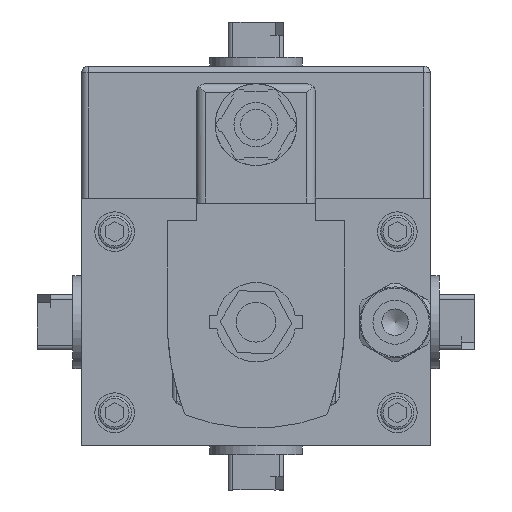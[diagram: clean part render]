
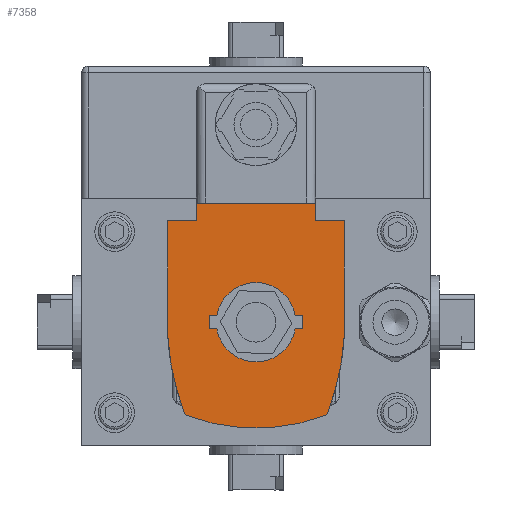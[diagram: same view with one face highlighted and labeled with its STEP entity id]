
A CAD part, left-side view. The second image highlights one B-rep face of the part: STEP entity #7358.
In plain terms, the highlighted planar face has unit normal (-1, 0, 0).
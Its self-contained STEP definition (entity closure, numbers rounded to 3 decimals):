
#295=FACE_BOUND('',#1236,.T.);
#455=PLANE('',#7974);
#794=FACE_OUTER_BOUND('',#1235,.T.);
#1235=EDGE_LOOP('',(#6001,#6002,#6003,#6004,#6005,#6006,#6007,#6008,#6009,
#6010,#6011,#6012));
#1236=EDGE_LOOP('',(#6013,#6014,#6015,#6016,#6017,#6018,#6019,#6020));
#1788=LINE('',#11586,#2484);
#1802=LINE('',#11631,#2498);
#1806=LINE('',#11643,#2502);
#1809=LINE('',#11649,#2505);
#1812=LINE('',#11655,#2508);
#1816=LINE('',#11667,#2512);
#1819=LINE('',#11671,#2515);
#1823=LINE('',#11681,#2519);
#1826=LINE('',#11686,#2522);
#1831=LINE('',#11704,#2527);
#1833=LINE('',#11708,#2529);
#1835=LINE('',#11710,#2531);
#1836=LINE('',#11713,#2532);
#2484=VECTOR('',#9295,1.);
#2498=VECTOR('',#9331,1.);
#2502=VECTOR('',#9343,1.);
#2505=VECTOR('',#9348,1.);
#2508=VECTOR('',#9353,1.);
#2512=VECTOR('',#9365,1.);
#2515=VECTOR('',#9370,1.);
#2519=VECTOR('',#9380,1.);
#2522=VECTOR('',#9385,1.);
#2527=VECTOR('',#9406,1.);
#2529=VECTOR('',#9410,1.);
#2531=VECTOR('',#9412,1.);
#2532=VECTOR('',#9415,1.);
#3040=CIRCLE('',#7946,9.);
#3042=CIRCLE('',#7952,9.);
#3043=CIRCLE('',#7960,44.167);
#3044=CIRCLE('',#7962,1.);
#3045=CIRCLE('',#7964,56.548);
#3047=CIRCLE('',#7970,56.548);
#3049=CIRCLE('',#7973,1.);
#3532=VERTEX_POINT('',#11583);
#3533=VERTEX_POINT('',#11585);
#3552=VERTEX_POINT('',#11628);
#3553=VERTEX_POINT('',#11630);
#3555=VERTEX_POINT('',#11636);
#3557=VERTEX_POINT('',#11642);
#3559=VERTEX_POINT('',#11648);
#3561=VERTEX_POINT('',#11654);
#3563=VERTEX_POINT('',#11660);
#3565=VERTEX_POINT('',#11666);
#3568=VERTEX_POINT('',#11680);
#3569=VERTEX_POINT('',#11684);
#3570=VERTEX_POINT('',#11688);
#3571=VERTEX_POINT('',#11689);
#3572=VERTEX_POINT('',#11694);
#3573=VERTEX_POINT('',#11698);
#3574=VERTEX_POINT('',#11703);
#3575=VERTEX_POINT('',#11707);
#3576=VERTEX_POINT('',#11712);
#3577=VERTEX_POINT('',#11716);
#4393=EDGE_CURVE('',#3533,#3532,#1788,.T.);
#4414=EDGE_CURVE('',#3553,#3552,#1802,.T.);
#4417=EDGE_CURVE('',#3555,#3553,#3040,.T.);
#4420=EDGE_CURVE('',#3557,#3555,#1806,.T.);
#4423=EDGE_CURVE('',#3559,#3557,#1809,.T.);
#4426=EDGE_CURVE('',#3561,#3559,#1812,.T.);
#4429=EDGE_CURVE('',#3563,#3561,#3042,.T.);
#4432=EDGE_CURVE('',#3565,#3563,#1816,.T.);
#4435=EDGE_CURVE('',#3552,#3565,#1819,.T.);
#4439=EDGE_CURVE('',#3568,#3533,#1823,.T.);
#4442=EDGE_CURVE('',#3569,#3532,#1826,.T.);
#4443=EDGE_CURVE('',#3570,#3571,#3043,.T.);
#4446=EDGE_CURVE('',#3571,#3572,#3044,.T.);
#4448=EDGE_CURVE('',#3572,#3573,#3045,.T.);
#4451=EDGE_CURVE('',#3573,#3574,#1831,.T.);
#4453=EDGE_CURVE('',#3568,#3575,#1833,.T.);
#4455=EDGE_CURVE('',#3574,#3569,#1835,.T.);
#4456=EDGE_CURVE('',#3575,#3576,#1836,.T.);
#4458=EDGE_CURVE('',#3576,#3577,#3047,.T.);
#4461=EDGE_CURVE('',#3577,#3570,#3049,.T.);
#6001=ORIENTED_EDGE('',*,*,#4443,.F.);
#6002=ORIENTED_EDGE('',*,*,#4461,.F.);
#6003=ORIENTED_EDGE('',*,*,#4458,.F.);
#6004=ORIENTED_EDGE('',*,*,#4456,.F.);
#6005=ORIENTED_EDGE('',*,*,#4453,.F.);
#6006=ORIENTED_EDGE('',*,*,#4439,.T.);
#6007=ORIENTED_EDGE('',*,*,#4393,.T.);
#6008=ORIENTED_EDGE('',*,*,#4442,.F.);
#6009=ORIENTED_EDGE('',*,*,#4455,.F.);
#6010=ORIENTED_EDGE('',*,*,#4451,.F.);
#6011=ORIENTED_EDGE('',*,*,#4448,.F.);
#6012=ORIENTED_EDGE('',*,*,#4446,.F.);
#6013=ORIENTED_EDGE('',*,*,#4414,.T.);
#6014=ORIENTED_EDGE('',*,*,#4435,.T.);
#6015=ORIENTED_EDGE('',*,*,#4432,.T.);
#6016=ORIENTED_EDGE('',*,*,#4429,.T.);
#6017=ORIENTED_EDGE('',*,*,#4426,.T.);
#6018=ORIENTED_EDGE('',*,*,#4423,.T.);
#6019=ORIENTED_EDGE('',*,*,#4420,.T.);
#6020=ORIENTED_EDGE('',*,*,#4417,.T.);
#7358=ADVANCED_FACE('',(#794,#295),#455,.T.);
#7946=AXIS2_PLACEMENT_3D('',#11637,#9337,#9338);
#7952=AXIS2_PLACEMENT_3D('',#11661,#9359,#9360);
#7960=AXIS2_PLACEMENT_3D('',#11690,#9388,#9389);
#7962=AXIS2_PLACEMENT_3D('',#11695,#9394,#9395);
#7964=AXIS2_PLACEMENT_3D('',#11699,#9399,#9400);
#7970=AXIS2_PLACEMENT_3D('',#11717,#9419,#9420);
#7973=AXIS2_PLACEMENT_3D('',#11721,#9426,#9427);
#7974=AXIS2_PLACEMENT_3D('',#11722,#9428,#9429);
#9295=DIRECTION('',(0.,1.,0.));
#9331=DIRECTION('',(0.,1.,0.));
#9337=DIRECTION('center_axis',(1.,0.,0.));
#9338=DIRECTION('ref_axis',(0.,0.,1.));
#9343=DIRECTION('',(0.,1.,0.));
#9348=DIRECTION('',(0.,0.,-1.));
#9353=DIRECTION('',(0.,-1.,0.));
#9359=DIRECTION('center_axis',(1.,0.,0.));
#9360=DIRECTION('ref_axis',(0.,0.,1.));
#9365=DIRECTION('',(0.,-1.,0.));
#9370=DIRECTION('',(0.,0.,1.));
#9380=DIRECTION('',(0.,0.,1.));
#9385=DIRECTION('',(0.,0.,1.));
#9388=DIRECTION('center_axis',(1.,0.,0.));
#9389=DIRECTION('ref_axis',(0.,0.,1.));
#9394=DIRECTION('center_axis',(1.,0.,0.));
#9395=DIRECTION('ref_axis',(0.,0.,1.));
#9399=DIRECTION('center_axis',(1.,0.,0.));
#9400=DIRECTION('ref_axis',(0.,0.,1.));
#9406=DIRECTION('',(0.,0.,1.));
#9410=DIRECTION('',(0.,-1.,0.));
#9412=DIRECTION('',(0.,-1.,0.));
#9415=DIRECTION('',(0.,0.,-1.));
#9419=DIRECTION('center_axis',(1.,0.,0.));
#9420=DIRECTION('ref_axis',(0.,0.,1.));
#9426=DIRECTION('center_axis',(1.,0.,0.));
#9427=DIRECTION('ref_axis',(0.,0.,1.));
#9428=DIRECTION('center_axis',(-1.,0.,0.));
#9429=DIRECTION('ref_axis',(0.,-1.,0.));
#11583=CARTESIAN_POINT('',(-110.515,13.957,10.4));
#11585=CARTESIAN_POINT('',(-110.515,-13.043,10.4));
#11586=CARTESIAN_POINT('',(-110.515,13.957,10.4));
#11628=CARTESIAN_POINT('',(-110.515,10.957,-18.1));
#11630=CARTESIAN_POINT('',(-110.515,9.331,-18.1));
#11631=CARTESIAN_POINT('',(-110.515,5.707,-18.1));
#11636=CARTESIAN_POINT('',(-110.515,-8.417,-18.1));
#11637=CARTESIAN_POINT('Origin',(-110.515,0.457,-16.6));
#11642=CARTESIAN_POINT('',(-110.515,-10.043,-18.1));
#11643=CARTESIAN_POINT('',(-110.515,-3.98,-18.1));
#11648=CARTESIAN_POINT('',(-110.515,-10.043,-15.1));
#11649=CARTESIAN_POINT('',(-110.515,-10.043,-16.586));
#11654=CARTESIAN_POINT('',(-110.515,-8.417,-15.1));
#11655=CARTESIAN_POINT('',(-110.515,-4.793,-15.1));
#11660=CARTESIAN_POINT('',(-110.515,9.331,-15.1));
#11661=CARTESIAN_POINT('Origin',(-110.515,0.457,-16.6));
#11666=CARTESIAN_POINT('',(-110.515,10.957,-15.1));
#11667=CARTESIAN_POINT('',(-110.515,4.894,-15.1));
#11671=CARTESIAN_POINT('',(-110.515,10.957,-15.086));
#11680=CARTESIAN_POINT('',(-110.515,-13.043,6.4));
#11681=CARTESIAN_POINT('',(-110.515,-13.043,6.4));
#11684=CARTESIAN_POINT('',(-110.515,13.957,6.4));
#11686=CARTESIAN_POINT('',(-110.515,13.957,6.4));
#11688=CARTESIAN_POINT('',(-110.515,-15.129,-37.759));
#11689=CARTESIAN_POINT('',(-110.515,16.043,-37.759));
#11690=CARTESIAN_POINT('Origin',(-110.515,0.457,3.567));
#11694=CARTESIAN_POINT('',(-110.515,16.62,-37.189));
#11695=CARTESIAN_POINT('Origin',(-110.515,15.69,-36.823));
#11698=CARTESIAN_POINT('',(-110.515,20.457,-19.6));
#11699=CARTESIAN_POINT('Origin',(-110.515,-36.006,-16.497));
#11703=CARTESIAN_POINT('',(-110.515,20.457,6.4));
#11704=CARTESIAN_POINT('',(-110.515,20.457,6.4));
#11707=CARTESIAN_POINT('',(-110.515,-19.543,6.4));
#11708=CARTESIAN_POINT('',(-110.515,20.457,6.4));
#11710=CARTESIAN_POINT('',(-110.515,20.457,6.4));
#11712=CARTESIAN_POINT('',(-110.515,-19.543,-19.6));
#11713=CARTESIAN_POINT('',(-110.515,-19.543,6.4));
#11716=CARTESIAN_POINT('',(-110.515,-15.707,-37.189));
#11717=CARTESIAN_POINT('Origin',(-110.515,36.919,-16.497));
#11721=CARTESIAN_POINT('Origin',(-110.515,-14.776,-36.823));
#11722=CARTESIAN_POINT('Origin',(-110.515,0.457,-15.072));
